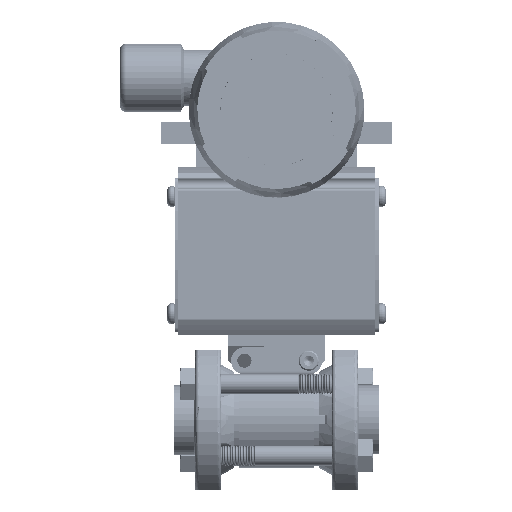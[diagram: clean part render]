
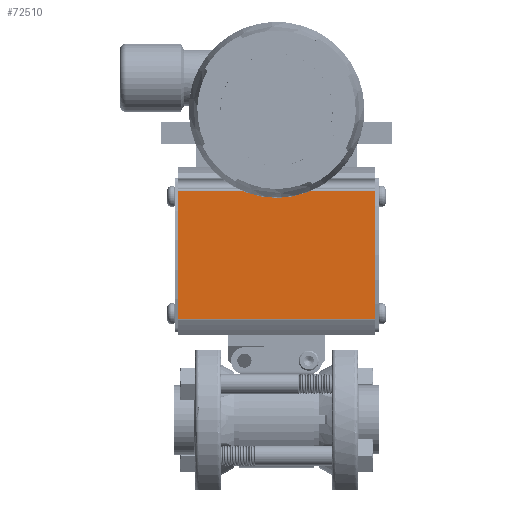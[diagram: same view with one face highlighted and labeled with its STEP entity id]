
A CAD part, top view. The second image highlights one B-rep face of the part: STEP entity #72510.
In plain terms, the highlighted planar face has unit normal (0, 0, 1).
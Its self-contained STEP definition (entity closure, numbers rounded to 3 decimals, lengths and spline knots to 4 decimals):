
#12615 = PLANE ( 'NONE',  #143626 ) ;
#22717 = VERTEX_POINT ( 'NONE', #52233 ) ;
#30356 = DIRECTION ( 'NONE',  ( 0., -1., 0. ) ) ;
#36796 = ORIENTED_EDGE ( 'NONE', *, *, #225169, .T. ) ;
#39717 = CARTESIAN_POINT ( 'NONE',  ( 1.5275, 3.5621, 1.17 ) ) ;
#41132 = VECTOR ( 'NONE', #188069, 39.3701 ) ;
#51723 = LINE ( 'NONE', #146560, #140073 ) ;
#52233 = CARTESIAN_POINT ( 'NONE',  ( 1.5275, 1.5679, 1.17 ) ) ;
#61062 = EDGE_CURVE ( 'NONE', #92605, #22717, #105709, .T. ) ;
#63290 = VERTEX_POINT ( 'NONE', #215977 ) ;
#67980 = DIRECTION ( 'NONE',  ( 0., 1., 0. ) ) ;
#69747 = CARTESIAN_POINT ( 'NONE',  ( -1.5275, 3.5621, 1.17 ) ) ;
#72510 = ADVANCED_FACE ( 'NONE', ( #73966 ), #12615, .F. ) ;
#73583 = ORIENTED_EDGE ( 'NONE', *, *, #134757, .T. ) ;
#73966 = FACE_OUTER_BOUND ( 'NONE', #133924, .T. ) ;
#80454 = EDGE_CURVE ( 'NONE', #63290, #175660, #136592, .T. ) ;
#84138 = VECTOR ( 'NONE', #67980, 39.3701 ) ;
#92605 = VERTEX_POINT ( 'NONE', #39717 ) ;
#105709 = LINE ( 'NONE', #225094, #111251 ) ;
#111251 = VECTOR ( 'NONE', #207330, 39.3701 ) ;
#133924 = EDGE_LOOP ( 'NONE', ( #174270, #36796, #162403, #73583 ) ) ;
#134757 = EDGE_CURVE ( 'NONE', #63290, #22717, #165293, .T. ) ;
#135957 = DIRECTION ( 'NONE',  ( 0., 0., -1. ) ) ;
#136592 = LINE ( 'NONE', #173734, #84138 ) ;
#140073 = VECTOR ( 'NONE', #164337, 39.3701 ) ;
#143626 = AXIS2_PLACEMENT_3D ( 'NONE', #224053, #135957, #30356 ) ;
#146560 = CARTESIAN_POINT ( 'NONE',  ( -5.0403, 3.5621, 1.17 ) ) ;
#162403 = ORIENTED_EDGE ( 'NONE', *, *, #80454, .F. ) ;
#164337 = DIRECTION ( 'NONE',  ( -1., 0., 0. ) ) ;
#165293 = LINE ( 'NONE', #170300, #41132 ) ;
#170300 = CARTESIAN_POINT ( 'NONE',  ( -5.0403, 1.5679, 1.17 ) ) ;
#173734 = CARTESIAN_POINT ( 'NONE',  ( -1.5275, 3.5694, 1.17 ) ) ;
#174270 = ORIENTED_EDGE ( 'NONE', *, *, #61062, .F. ) ;
#175660 = VERTEX_POINT ( 'NONE', #69747 ) ;
#188069 = DIRECTION ( 'NONE',  ( 1., 0., 0. ) ) ;
#207330 = DIRECTION ( 'NONE',  ( 0., -1., 0. ) ) ;
#215977 = CARTESIAN_POINT ( 'NONE',  ( -1.5275, 1.5679, 1.17 ) ) ;
#224053 = CARTESIAN_POINT ( 'NONE',  ( -5.0403, 3.5694, 1.17 ) ) ;
#225094 = CARTESIAN_POINT ( 'NONE',  ( 1.5275, 3.5694, 1.17 ) ) ;
#225169 = EDGE_CURVE ( 'NONE', #92605, #175660, #51723, .T. ) ;
